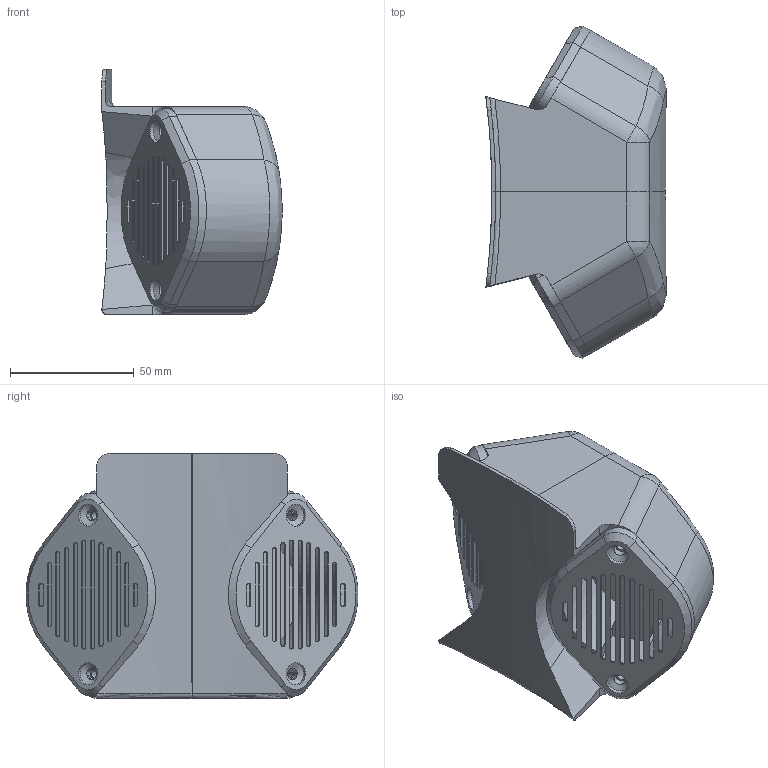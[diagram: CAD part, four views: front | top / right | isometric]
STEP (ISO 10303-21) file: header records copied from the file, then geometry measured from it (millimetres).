
FILE_DESCRIPTION(/* description */ (''),/* implementation_level */ '2;1');
FILE_NAME(/* name */ 'Headrest Speaker Mount 3 v27.step',/* time_stamp */ '2022-05-21T16:29:42+09:00',/* author */ (''),/* organization */ (''),/* preprocessor_version */ 'ST-DEVELOPER v18.1',/* originating_system */ 'Autodesk Translation Framework v10.14.0.1471',/* authorisation */ '');
FILE_SCHEMA (('AUTOMOTIVE_DESIGN { 1 0 10303 214 3 1 1 }'));
Length unit declared in the file: millimetre
Products named in the file (1): Headrest Speaker Mount 3
Bounding box: 72.81 x 134.09 x 99 mm (x, y, z)
Volume: 366011.7 mm3; surface area: 89195.3 mm2
Topology: 5 solids, 5 shells, 282 faces, 738 edges, 480 vertices
Faces by surface type: plane 138, cylinder 116, cone 14, bspline 6, torus 4, sphere 4
Full cylindrical faces by diameter (mm): 3.7 x4, 4.5 x4, 4.6 x2, 7 x4, 9 x4, 45 x1, 52 x1, 54 x2
Entity records: 9116 total; most frequent: CARTESIAN_POINT 1811, DIRECTION 1536, ORIENTED_EDGE 1476, EDGE_CURVE 738, AXIS2_PLACEMENT_3D 539, VERTEX_POINT 480, LINE 458, VECTOR 458
